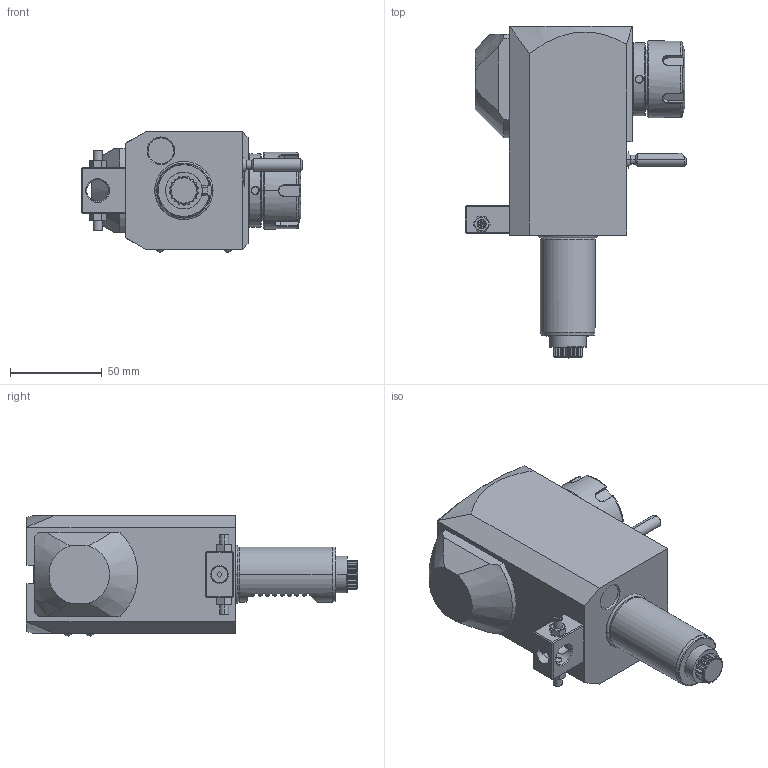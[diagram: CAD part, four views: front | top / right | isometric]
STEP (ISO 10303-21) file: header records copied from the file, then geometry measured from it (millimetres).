
FILE_DESCRIPTION((''),'2;1');
FILE_NAME('NGT1_30_231_25_2_1_85','2017-03-10T',('vali'),('NOVA GRUP'),'PRO/ENGINEER BY PARAMETRIC TECHNOLOGY CORPORATION, 2010280','PRO/ENGINEER BY PARAMETRIC TECHNOLOGY CORPORATION, 2010280','');
FILE_SCHEMA(('CONFIG_CONTROL_DESIGN'));
Length unit declared in the file: millimetre
Products named in the file (1): NGT1_30_231_25_2_1_85
Bounding box: 120.88 x 181 x 65.6 mm (x, y, z)
Volume: 583095.7 mm3; surface area: 55084.4 mm2
Topology: 1 solids, 1 shells, 498 faces, 1293 edges, 808 vertices
Faces by surface type: plane 184, cylinder 157, cone 81, bspline 58, torus 12, sphere 6
Entity records: 21875 total; most frequent: CARTESIAN_POINT 10496, ORIENTED_EDGE 2554, DIRECTION 2047, EDGE_CURVE 1277, VERTEX_POINT 808, AXIS2_PLACEMENT_3D 731, VECTOR 585, LINE 585
